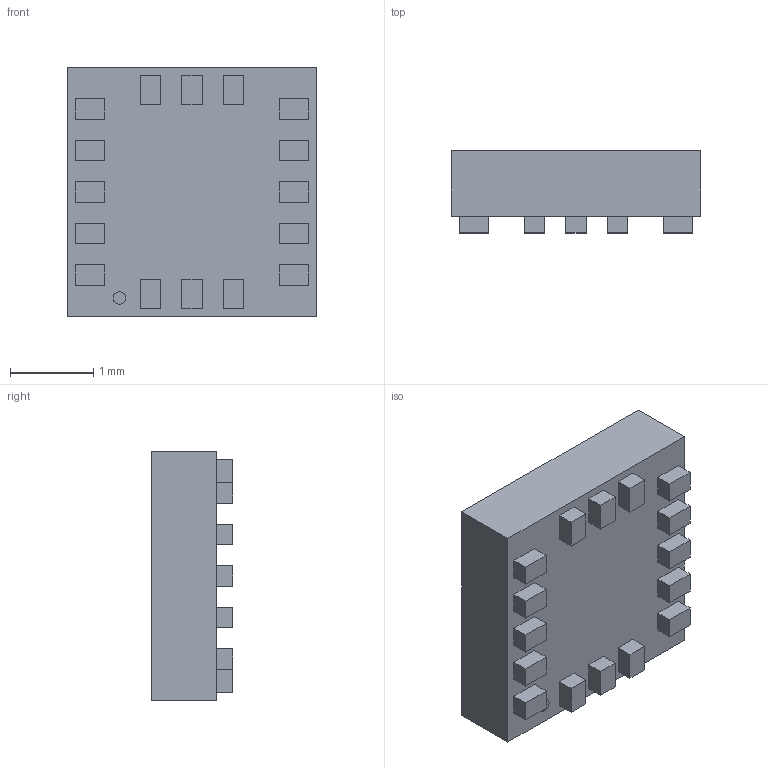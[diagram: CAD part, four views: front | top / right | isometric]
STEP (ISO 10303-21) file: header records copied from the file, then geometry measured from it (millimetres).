
FILE_DESCRIPTION (( 'STEP AP214' ), '1' );
FILE_NAME ('User Library-L3GD20H.STEP', '2020-10-28T13:26:06', ( '' ), ( '' ), 'SwSTEP 2.0', 'SolidWorks 2020', '' );
FILE_SCHEMA (( 'AUTOMOTIVE_DESIGN' ));
Length unit declared in the file: millimetre
Products named in the file (1): User Library-L3GD20H
Bounding box: 3 x 0.99 x 3 mm (x, y, z)
Volume: 7.3 mm3; surface area: 31.4 mm2
Topology: 1 solids, 1 shells, 183 faces, 462 edges, 308 vertices
Faces by surface type: plane 134, bspline 45, cylinder 4
Entity records: 8333 total; most frequent: CARTESIAN_POINT 4063, ORIENTED_EDGE 924, DIRECTION 658, EDGE_CURVE 462, VECTOR 364, LINE 364, VERTEX_POINT 308, EDGE_LOOP 210
